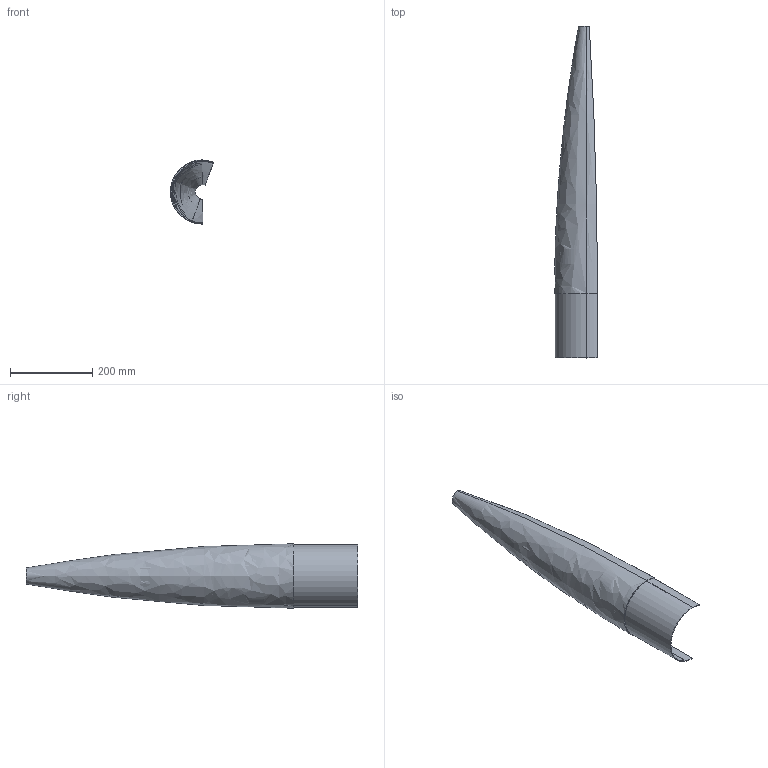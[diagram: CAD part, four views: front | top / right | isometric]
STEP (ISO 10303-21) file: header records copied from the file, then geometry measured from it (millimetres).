
FILE_DESCRIPTION(/* description */ (''),/* implementation_level */ '2;1');
FILE_NAME(/* name */ 'Half_Noescone_with_Coupling_Tube_V3.stp',/* time_stamp */ '2022-12-14T13:32:29Z',/* author */ ('Kirstyn Calder'),/* organization */ (''),/* preprocessor_version */ 'ST-DEVELOPER v19',/* originating_system */ 'Autodesk Inventor 2023',/* authorisation */ '');
FILE_SCHEMA (('AUTOMOTIVE_DESIGN { 1 0 10303 214 3 1 1 }'));
Length unit declared in the file: millimetre
Products named in the file (1): Half_Noescone_with_Coupling_Tube_V3
Bounding box: 104.6 x 806.4 x 156.4 mm (x, y, z)
Volume: 311523.4 mm3; surface area: 349975.2 mm2
Topology: 1 solids, 1 shells, 18 faces, 48 edges, 32 vertices
Faces by surface type: plane 10, cylinder 4, bspline 4
Entity records: 645 total; most frequent: CARTESIAN_POINT 143, DIRECTION 102, ORIENTED_EDGE 96, EDGE_CURVE 48, AXIS2_PLACEMENT_3D 39, VERTEX_POINT 32, CIRCLE 24, LINE 24
